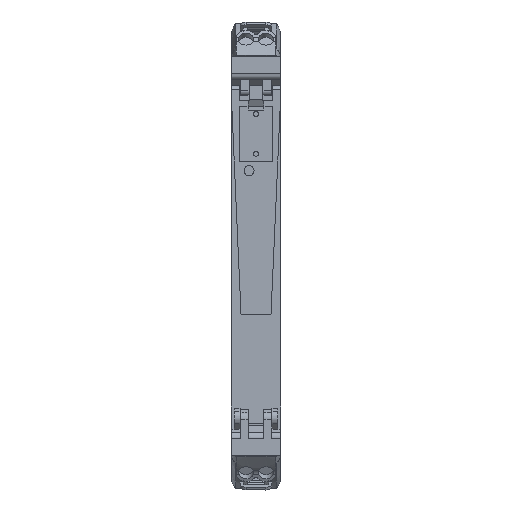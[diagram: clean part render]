
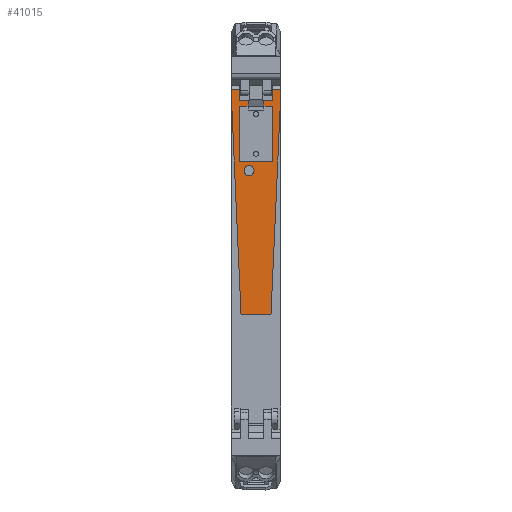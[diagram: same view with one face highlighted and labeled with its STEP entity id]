
A CAD part, top view. The second image highlights one B-rep face of the part: STEP entity #41015.
In plain terms, the highlighted planar face has unit normal (0, 0, 1).
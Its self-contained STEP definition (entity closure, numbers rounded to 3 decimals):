
#40369=AXIS2_PLACEMENT_3D('Plane Axis2P3D',#40366,#40367,#40368) ;
#40448=AXIS2_PLACEMENT_3D('Circle Axis2P3D',#40446,#40447,$) ;
#40480=AXIS2_PLACEMENT_3D('Circle Axis2P3D',#40478,#40479,$) ;
#40366=CARTESIAN_POINT('Axis2P3D Location',(12.5,58.605,112.024)) ;
#40443=CARTESIAN_POINT('Vertex',(3.25,79.964,112.024)) ;
#40446=CARTESIAN_POINT('Axis2P3D Location',(4.5,79.964,112.024)) ;
#40450=CARTESIAN_POINT('Vertex',(5.75,79.964,112.024)) ;
#40478=CARTESIAN_POINT('Axis2P3D Location',(4.5,79.964,112.024)) ;
#40496=CARTESIAN_POINT('Line Origine',(9.3,97.505,112.024)) ;
#40500=CARTESIAN_POINT('Vertex',(8.25,97.505,112.024)) ;
#40502=CARTESIAN_POINT('Vertex',(10.35,97.505,112.024)) ;
#40537=CARTESIAN_POINT('Line Origine',(8.25,96.809,112.024)) ;
#40541=CARTESIAN_POINT('Vertex',(8.25,96.114,112.024)) ;
#40569=CARTESIAN_POINT('Line Origine',(9.325,96.114,112.024)) ;
#40573=CARTESIAN_POINT('Vertex',(10.4,96.114,112.024)) ;
#40601=CARTESIAN_POINT('Line Origine',(10.4,89.164,112.024)) ;
#40605=CARTESIAN_POINT('Vertex',(10.4,82.214,112.024)) ;
#40633=CARTESIAN_POINT('Line Origine',(6.25,82.214,112.024)) ;
#40637=CARTESIAN_POINT('Vertex',(2.1,82.214,112.024)) ;
#40665=CARTESIAN_POINT('Line Origine',(2.1,89.164,112.024)) ;
#40669=CARTESIAN_POINT('Vertex',(2.1,96.114,112.024)) ;
#40692=CARTESIAN_POINT('Line Origine',(3.175,96.114,112.024)) ;
#40696=CARTESIAN_POINT('Vertex',(4.25,96.114,112.024)) ;
#40724=CARTESIAN_POINT('Line Origine',(4.25,96.809,112.024)) ;
#40728=CARTESIAN_POINT('Vertex',(4.25,97.505,112.024)) ;
#40751=CARTESIAN_POINT('Line Origine',(3.2,97.505,112.024)) ;
#40755=CARTESIAN_POINT('Vertex',(2.15,97.505,112.024)) ;
#40783=CARTESIAN_POINT('Line Origine',(2.15,98.855,112.024)) ;
#40787=CARTESIAN_POINT('Vertex',(2.15,100.205,112.024)) ;
#40815=CARTESIAN_POINT('Line Origine',(1.075,100.205,112.024)) ;
#40819=CARTESIAN_POINT('Vertex',(0.,100.205,112.024)) ;
#40847=CARTESIAN_POINT('Line Origine',(1.25,72.102,112.024)) ;
#40851=CARTESIAN_POINT('Vertex',(2.5,43.998,112.024)) ;
#40879=CARTESIAN_POINT('Line Origine',(6.25,43.998,112.024)) ;
#40883=CARTESIAN_POINT('Vertex',(10.,43.998,112.024)) ;
#40911=CARTESIAN_POINT('Line Origine',(11.25,72.102,112.024)) ;
#40915=CARTESIAN_POINT('Vertex',(12.5,100.205,112.024)) ;
#40943=CARTESIAN_POINT('Line Origine',(11.425,100.205,112.024)) ;
#40947=CARTESIAN_POINT('Vertex',(10.35,100.205,112.024)) ;
#40975=CARTESIAN_POINT('Line Origine',(10.35,98.855,112.024)) ;
#40367=DIRECTION('Axis2P3D Direction',(0.,0.,1.)) ;
#40368=DIRECTION('Axis2P3D XDirection',(-1.,0.,0.)) ;
#40447=DIRECTION('Axis2P3D Direction',(0.,0.,1.)) ;
#40479=DIRECTION('Axis2P3D Direction',(0.,0.,1.)) ;
#40497=DIRECTION('Vector Direction',(1.,0.,0.)) ;
#40538=DIRECTION('Vector Direction',(0.,1.,0.)) ;
#40570=DIRECTION('Vector Direction',(-1.,0.,0.)) ;
#40602=DIRECTION('Vector Direction',(0.,1.,0.)) ;
#40634=DIRECTION('Vector Direction',(1.,0.,0.)) ;
#40666=DIRECTION('Vector Direction',(0.,-1.,0.)) ;
#40693=DIRECTION('Vector Direction',(-1.,0.,0.)) ;
#40725=DIRECTION('Vector Direction',(0.,-1.,0.)) ;
#40752=DIRECTION('Vector Direction',(1.,0.,0.)) ;
#40784=DIRECTION('Vector Direction',(0.,-1.,0.)) ;
#40816=DIRECTION('Vector Direction',(1.,0.,0.)) ;
#40848=DIRECTION('Vector Direction',(-0.044,0.999,0.)) ;
#40880=DIRECTION('Vector Direction',(-1.,0.,0.)) ;
#40912=DIRECTION('Vector Direction',(-0.044,-0.999,0.)) ;
#40944=DIRECTION('Vector Direction',(1.,0.,0.)) ;
#40976=DIRECTION('Vector Direction',(0.,1.,0.)) ;
#40498=VECTOR('Line Direction',#40497,1.) ;
#40539=VECTOR('Line Direction',#40538,1.) ;
#40571=VECTOR('Line Direction',#40570,1.) ;
#40603=VECTOR('Line Direction',#40602,1.) ;
#40635=VECTOR('Line Direction',#40634,1.) ;
#40667=VECTOR('Line Direction',#40666,1.) ;
#40694=VECTOR('Line Direction',#40693,1.) ;
#40726=VECTOR('Line Direction',#40725,1.) ;
#40753=VECTOR('Line Direction',#40752,1.) ;
#40785=VECTOR('Line Direction',#40784,1.) ;
#40817=VECTOR('Line Direction',#40816,1.) ;
#40849=VECTOR('Line Direction',#40848,1.) ;
#40881=VECTOR('Line Direction',#40880,1.) ;
#40913=VECTOR('Line Direction',#40912,1.) ;
#40945=VECTOR('Line Direction',#40944,1.) ;
#40977=VECTOR('Line Direction',#40976,1.) ;
#40994=ORIENTED_EDGE('',*,*,#40504,.F.) ;
#40995=ORIENTED_EDGE('',*,*,#40543,.F.) ;
#40996=ORIENTED_EDGE('',*,*,#40575,.F.) ;
#40997=ORIENTED_EDGE('',*,*,#40607,.F.) ;
#40998=ORIENTED_EDGE('',*,*,#40639,.F.) ;
#40999=ORIENTED_EDGE('',*,*,#40671,.F.) ;
#41000=ORIENTED_EDGE('',*,*,#40698,.F.) ;
#41001=ORIENTED_EDGE('',*,*,#40730,.F.) ;
#41002=ORIENTED_EDGE('',*,*,#40757,.F.) ;
#41003=ORIENTED_EDGE('',*,*,#40789,.F.) ;
#41004=ORIENTED_EDGE('',*,*,#40821,.F.) ;
#41005=ORIENTED_EDGE('',*,*,#40853,.F.) ;
#41006=ORIENTED_EDGE('',*,*,#40885,.F.) ;
#41007=ORIENTED_EDGE('',*,*,#40917,.F.) ;
#41008=ORIENTED_EDGE('',*,*,#40949,.F.) ;
#41009=ORIENTED_EDGE('',*,*,#40979,.F.) ;
#41012=ORIENTED_EDGE('',*,*,#40452,.F.) ;
#41013=ORIENTED_EDGE('',*,*,#40482,.F.) ;
#41014=FACE_BOUND('',#41011,.T.) ;
#41015=ADVANCED_FACE('AUFDRUCK_ORANGE',(#41010,#41014),#40370,.T.) ;
#40449=CIRCLE('generated circle',#40448,1.25) ;
#40481=CIRCLE('generated circle',#40480,1.25) ;
#40452=EDGE_CURVE('',#40444,#40451,#40449,.T.) ;
#40482=EDGE_CURVE('',#40451,#40444,#40481,.T.) ;
#40504=EDGE_CURVE('',#40501,#40503,#40499,.T.) ;
#40543=EDGE_CURVE('',#40542,#40501,#40540,.T.) ;
#40575=EDGE_CURVE('',#40574,#40542,#40572,.T.) ;
#40607=EDGE_CURVE('',#40606,#40574,#40604,.T.) ;
#40639=EDGE_CURVE('',#40638,#40606,#40636,.T.) ;
#40671=EDGE_CURVE('',#40670,#40638,#40668,.T.) ;
#40698=EDGE_CURVE('',#40697,#40670,#40695,.T.) ;
#40730=EDGE_CURVE('',#40729,#40697,#40727,.T.) ;
#40757=EDGE_CURVE('',#40756,#40729,#40754,.T.) ;
#40789=EDGE_CURVE('',#40788,#40756,#40786,.T.) ;
#40821=EDGE_CURVE('',#40820,#40788,#40818,.T.) ;
#40853=EDGE_CURVE('',#40852,#40820,#40850,.T.) ;
#40885=EDGE_CURVE('',#40884,#40852,#40882,.T.) ;
#40917=EDGE_CURVE('',#40916,#40884,#40914,.T.) ;
#40949=EDGE_CURVE('',#40948,#40916,#40946,.T.) ;
#40979=EDGE_CURVE('',#40503,#40948,#40978,.T.) ;
#40993=EDGE_LOOP('',(#40994,#40995,#40996,#40997,#40998,#40999,#41000,#41001,#41002,#41003,#41004,#41005,#41006,#41007,#41008,#41009)) ;
#41011=EDGE_LOOP('',(#41012,#41013)) ;
#41010=FACE_OUTER_BOUND('',#40993,.T.) ;
#40499=LINE('Line',#40496,#40498) ;
#40540=LINE('Line',#40537,#40539) ;
#40572=LINE('Line',#40569,#40571) ;
#40604=LINE('Line',#40601,#40603) ;
#40636=LINE('Line',#40633,#40635) ;
#40668=LINE('Line',#40665,#40667) ;
#40695=LINE('Line',#40692,#40694) ;
#40727=LINE('Line',#40724,#40726) ;
#40754=LINE('Line',#40751,#40753) ;
#40786=LINE('Line',#40783,#40785) ;
#40818=LINE('Line',#40815,#40817) ;
#40850=LINE('Line',#40847,#40849) ;
#40882=LINE('Line',#40879,#40881) ;
#40914=LINE('Line',#40911,#40913) ;
#40946=LINE('Line',#40943,#40945) ;
#40978=LINE('Line',#40975,#40977) ;
#40370=PLANE('',#40369) ;
#40444=VERTEX_POINT('',#40443) ;
#40451=VERTEX_POINT('',#40450) ;
#40501=VERTEX_POINT('',#40500) ;
#40503=VERTEX_POINT('',#40502) ;
#40542=VERTEX_POINT('',#40541) ;
#40574=VERTEX_POINT('',#40573) ;
#40606=VERTEX_POINT('',#40605) ;
#40638=VERTEX_POINT('',#40637) ;
#40670=VERTEX_POINT('',#40669) ;
#40697=VERTEX_POINT('',#40696) ;
#40729=VERTEX_POINT('',#40728) ;
#40756=VERTEX_POINT('',#40755) ;
#40788=VERTEX_POINT('',#40787) ;
#40820=VERTEX_POINT('',#40819) ;
#40852=VERTEX_POINT('',#40851) ;
#40884=VERTEX_POINT('',#40883) ;
#40916=VERTEX_POINT('',#40915) ;
#40948=VERTEX_POINT('',#40947) ;
